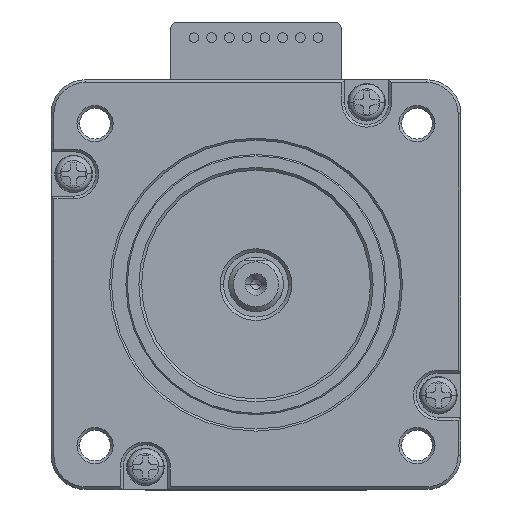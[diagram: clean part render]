
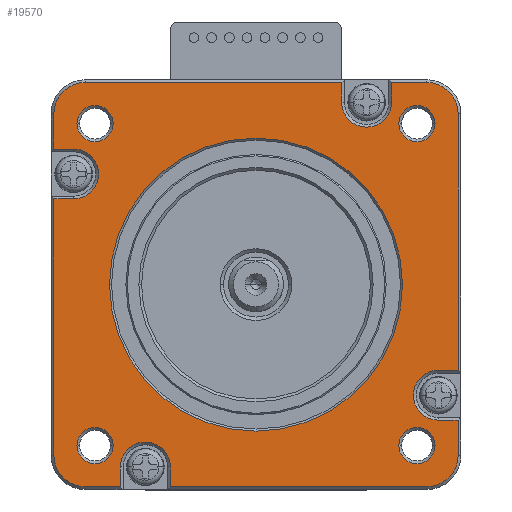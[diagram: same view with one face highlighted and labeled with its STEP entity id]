
A CAD part, top view. The second image highlights one B-rep face of the part: STEP entity #19570.
In plain terms, the highlighted planar face has unit normal (0, 0, 1).
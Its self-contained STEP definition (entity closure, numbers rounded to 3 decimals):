
#12820=CARTESIAN_POINT('',(26.7,-19.85,0.));
#12830=VERTEX_POINT('',#12820);
#12860=CARTESIAN_POINT('',(26.7,-16.2,0.));
#12870=DIRECTION('',(-0.,-0.,-1.));
#12880=DIRECTION('',(1.,0.,0.));
#12890=AXIS2_PLACEMENT_3D('',#12860,#12870,#12880);
#12900=CIRCLE('',#12890,3.65);
#12910=CARTESIAN_POINT('',(26.7,-12.55,0.));
#12920=VERTEX_POINT('',#12910);
#12930=EDGE_CURVE('',#12830,#12920,#12900,.T.);
#13210=CARTESIAN_POINT('',(29.6,-19.85,0.));
#13220=VERTEX_POINT('',#13210);
#13250=CARTESIAN_POINT('',(0.,-19.85,0.));
#13260=DIRECTION('',(1.,0.,-0.));
#13270=VECTOR('',#13260,1.);
#13280=LINE('',#13250,#13270);
#13290=EDGE_CURVE('',#12830,#13220,#13280,.T.);
#15590=CARTESIAN_POINT('',(29.6,-12.55,0.));
#15600=VERTEX_POINT('',#15590);
#15630=CARTESIAN_POINT('',(29.6,0.,0.));
#15640=DIRECTION('',(0.,1.,-0.));
#15650=VECTOR('',#15640,1.);
#15660=LINE('',#15630,#15650);
#15670=CARTESIAN_POINT('',(29.6,25.,
0.));
#15680=VERTEX_POINT('',#15670);
#15690=EDGE_CURVE('',#15600,#15680,#15660,.T.);
#15970=CARTESIAN_POINT('',(29.6,-25.,0.));
#15980=VERTEX_POINT('',#15970);
#16010=CARTESIAN_POINT('',(29.6,0.,0.));
#16020=DIRECTION('',(0.,1.,-0.));
#16030=VECTOR('',#16020,1.);
#16040=LINE('',#16010,#16030);
#16050=EDGE_CURVE('',#15980,#13220,#16040,.T.);
#16960=CARTESIAN_POINT('',(0.,-12.55,0.));
#16970=DIRECTION('',(-1.,0.,0.));
#16980=VECTOR('',#16970,1.);
#16990=LINE('',#16960,#16980);
#17000=EDGE_CURVE('',#15600,#12920,#16990,.T.);
#17130=CARTESIAN_POINT('',(-29.6,-29.6,0.));
#17140=DIRECTION('',(0.,0.,1.));
#17150=DIRECTION('',(1.,0.,-0.));
#17160=AXIS2_PLACEMENT_3D('',#17130,#17140,#17150);
#17170=PLANE('',#17160);
#17180=CARTESIAN_POINT('',(12.55,0.,0.));
#17190=DIRECTION('',(0.,-1.,-0.));
#17200=VECTOR('',#17190,1.);
#17210=LINE('',#17180,#17200);
#17220=CARTESIAN_POINT('',(12.55,29.6,0.));
#17230=VERTEX_POINT('',#17220);
#17240=CARTESIAN_POINT('',(12.55,26.7,0.));
#17250=VERTEX_POINT('',#17240);
#17260=EDGE_CURVE('',#17230,#17250,#17210,.T.);
#17270=ORIENTED_EDGE('',*,*,#17260,.F.);
#17280=CARTESIAN_POINT('',(16.2,26.7,0.));
#17290=DIRECTION('',(-0.,-0.,-1.));
#17300=DIRECTION('',(1.,0.,0.));
#17310=AXIS2_PLACEMENT_3D('',#17280,#17290,#17300);
#17320=CIRCLE('',#17310,3.65);
#17330=CARTESIAN_POINT('',(19.85,26.7,0.));
#17340=VERTEX_POINT('',#17330);
#17350=EDGE_CURVE('',#17340,#17250,#17320,.T.);
#17360=ORIENTED_EDGE('',*,*,#17350,.T.);
#17370=CARTESIAN_POINT('',(19.85,0.,-0.));
#17380=DIRECTION('',(0.,1.,-0.));
#17390=VECTOR('',#17380,1.);
#17400=LINE('',#17370,#17390);
#17410=CARTESIAN_POINT('',(19.85,29.6,0.));
#17420=VERTEX_POINT('',#17410);
#17430=EDGE_CURVE('',#17340,#17420,#17400,.T.);
#17440=ORIENTED_EDGE('',*,*,#17430,.F.);
#17450=CARTESIAN_POINT('',(0.,29.6,0.));
#17460=DIRECTION('',(-1.,-0.,-0.));
#17470=VECTOR('',#17460,1.);
#17480=LINE('',#17450,#17470);
#17490=CARTESIAN_POINT('',(25.,29.6,0.));
#17500=VERTEX_POINT('',#17490);
#17510=EDGE_CURVE('',#17500,#17420,#17480,.T.);
#17520=ORIENTED_EDGE('',*,*,#17510,.T.);
#17530=CARTESIAN_POINT('',(25.,25.,0.));
#17540=DIRECTION('',(-0.,-0.,1.));
#17550=DIRECTION('',(-1.,0.,-0.));
#17560=AXIS2_PLACEMENT_3D('',#17530,#17540,#17550);
#17570=CIRCLE('',#17560,4.6);
#17580=EDGE_CURVE('',#15680,#17500,#17570,.T.);
#17590=ORIENTED_EDGE('',*,*,#17580,.T.);
#17600=ORIENTED_EDGE('',*,*,#15690,.T.);
#17610=ORIENTED_EDGE('',*,*,#17000,.F.);
#17620=ORIENTED_EDGE('',*,*,#12930,.T.);
#17630=ORIENTED_EDGE('',*,*,#13290,.F.);
#17640=ORIENTED_EDGE('',*,*,#16050,.T.);
#17650=CARTESIAN_POINT('',(25.,-25.,0.));
#17660=DIRECTION('',(-0.,-0.,1.));
#17670=DIRECTION('',(-1.,0.,-0.));
#17680=AXIS2_PLACEMENT_3D('',#17650,#17660,#17670);
#17690=CIRCLE('',#17680,4.6);
#17700=CARTESIAN_POINT('',(25.,-29.6,0.));
#17710=VERTEX_POINT('',#17700);
#17720=EDGE_CURVE('',#17710,#15980,#17690,.T.);
#17730=ORIENTED_EDGE('',*,*,#17720,.T.);
#17740=CARTESIAN_POINT('',(0.,-29.6,0.));
#17750=DIRECTION('',(1.,-0.,-0.));
#17760=VECTOR('',#17750,1.);
#17770=LINE('',#17740,#17760);
#17780=CARTESIAN_POINT('',(-12.55,-29.6,0.));
#17790=VERTEX_POINT('',#17780);
#17800=EDGE_CURVE('',#17790,#17710,#17770,.T.);
#17810=ORIENTED_EDGE('',*,*,#17800,.T.);
#17820=CARTESIAN_POINT('',(-12.55,0.,0.));
#17830=DIRECTION('',(0.,1.,-0.));
#17840=VECTOR('',#17830,1.);
#17850=LINE('',#17820,#17840);
#17860=CARTESIAN_POINT('',(-12.55,-26.7,
0.));
#17870=VERTEX_POINT('',#17860);
#17880=EDGE_CURVE('',#17790,#17870,#17850,.T.);
#17890=ORIENTED_EDGE('',*,*,#17880,.F.);
#17900=CARTESIAN_POINT('',(-16.2,-26.7,0.));
#17910=DIRECTION('',(-0.,-0.,-1.));
#17920=DIRECTION('',(1.,0.,0.));
#17930=AXIS2_PLACEMENT_3D('',#17900,#17910,#17920);
#17940=CIRCLE('',#17930,3.65);
#17950=CARTESIAN_POINT('',(-19.85,-26.7,0.));
#17960=VERTEX_POINT('',#17950);
#17970=EDGE_CURVE('',#17960,#17870,#17940,.T.);
#17980=ORIENTED_EDGE('',*,*,#17970,.T.);
#17990=CARTESIAN_POINT('',(-19.85,0.,0.));
#18000=DIRECTION('',(0.,-1.,-0.));
#18010=VECTOR('',#18000,1.);
#18020=LINE('',#17990,#18010);
#18030=CARTESIAN_POINT('',(-19.85,-29.6,0.));
#18040=VERTEX_POINT('',#18030);
#18050=EDGE_CURVE('',#17960,#18040,#18020,.T.);
#18060=ORIENTED_EDGE('',*,*,#18050,.F.);
#18070=CARTESIAN_POINT('',(0.,-29.6,0.));
#18080=DIRECTION('',(1.,-0.,-0.));
#18090=VECTOR('',#18080,1.);
#18100=LINE('',#18070,#18090);
#18110=CARTESIAN_POINT('',(-25.,-29.6,0.));
#18120=VERTEX_POINT('',#18110);
#18130=EDGE_CURVE('',#18120,#18040,#18100,.T.);
#18140=ORIENTED_EDGE('',*,*,#18130,.T.);
#18150=CARTESIAN_POINT('',(-25.,-25.,0.));
#18160=DIRECTION('',(-0.,-0.,1.));
#18170=DIRECTION('',(-1.,0.,-0.));
#18180=AXIS2_PLACEMENT_3D('',#18150,#18160,#18170);
#18190=CIRCLE('',#18180,4.6);
#18200=CARTESIAN_POINT('',(-29.6,-25.,0.));
#18210=VERTEX_POINT('',#18200);
#18220=EDGE_CURVE('',#18210,#18120,#18190,.T.);
#18230=ORIENTED_EDGE('',*,*,#18220,.T.);
#18240=CARTESIAN_POINT('',(-29.6,0.,0.));
#18250=DIRECTION('',(0.,-1.,-0.));
#18260=VECTOR('',#18250,1.);
#18270=LINE('',#18240,#18260);
#18280=CARTESIAN_POINT('',(-29.6,12.55,0.));
#18290=VERTEX_POINT('',#18280);
#18300=EDGE_CURVE('',#18290,#18210,#18270,.T.);
#18310=ORIENTED_EDGE('',*,*,#18300,.T.);
#18320=CARTESIAN_POINT('',(0.,12.55,-0.));
#18330=DIRECTION('',(1.,-0.,-0.));
#18340=VECTOR('',#18330,1.);
#18350=LINE('',#18320,#18340);
#18360=CARTESIAN_POINT('',(-26.7,12.55,0.))
;
#18370=VERTEX_POINT('',#18360);
#18380=EDGE_CURVE('',#18290,#18370,#18350,.T.);
#18390=ORIENTED_EDGE('',*,*,#18380,.F.);
#18400=CARTESIAN_POINT('',(-26.7,16.2,0.));
#18410=DIRECTION('',(-0.,-0.,-1.));
#18420=DIRECTION('',(1.,0.,0.));
#18430=AXIS2_PLACEMENT_3D('',#18400,#18410,#18420);
#18440=CIRCLE('',#18430,3.65);
#18450=CARTESIAN_POINT('',(-26.7,19.85,0.));
#18460=VERTEX_POINT('',#18450);
#18470=EDGE_CURVE('',#18460,#18370,#18440,.T.);
#18480=ORIENTED_EDGE('',*,*,#18470,.T.);
#18490=CARTESIAN_POINT('',(0.,19.85,0.));
#18500=DIRECTION('',(-1.,-0.,-0.));
#18510=VECTOR('',#18500,1.);
#18520=LINE('',#18490,#18510);
#18530=CARTESIAN_POINT('',(-29.6,19.85,0.));
#18540=VERTEX_POINT('',#18530);
#18550=EDGE_CURVE('',#18460,#18540,#18520,.T.);
#18560=ORIENTED_EDGE('',*,*,#18550,.F.);
#18570=CARTESIAN_POINT('',(-29.6,0.,0.));
#18580=DIRECTION('',(0.,-1.,-0.));
#18590=VECTOR('',#18580,1.);
#18600=LINE('',#18570,#18590);
#18610=CARTESIAN_POINT('',(-29.6,25.,0.));
#18620=VERTEX_POINT('',#18610);
#18630=EDGE_CURVE('',#18620,#18540,#18600,.T.);
#18640=ORIENTED_EDGE('',*,*,#18630,.T.);
#18650=CARTESIAN_POINT('',(-25.,25.,0.));
#18660=DIRECTION('',(-0.,-0.,1.));
#18670=DIRECTION('',(-1.,0.,-0.));
#18680=AXIS2_PLACEMENT_3D('',#18650,#18660,#18670);
#18690=CIRCLE('',#18680,4.6);
#18700=CARTESIAN_POINT('',(-25.,29.6,0.));
#18710=VERTEX_POINT('',#18700);
#18720=EDGE_CURVE('',#18710,#18620,#18690,.T.);
#18730=ORIENTED_EDGE('',*,*,#18720,.T.);
#18740=CARTESIAN_POINT('',(0.,29.6,0.));
#18750=DIRECTION('',(-1.,-0.,-0.));
#18760=VECTOR('',#18750,1.);
#18770=LINE('',#18740,#18760);
#18780=EDGE_CURVE('',#17230,#18710,#18770,.T.);
#18790=ORIENTED_EDGE('',*,*,#18780,.T.);
#18800=EDGE_LOOP('',(#18790,#18730,#18640,#18560,#18480,#18390,#18310,
#18230,#18140,#18060,#17980,#17890,#17810,#17730,#17640,#17630,#17620,
#17610,#17600,#17590,#17520,#17440,#17360,#17270));
#18810=FACE_OUTER_BOUND('',#18800,.T.);
#18820=CARTESIAN_POINT('',(0.,0.,
0.));
#18830=DIRECTION('',(-0.,-0.,-1.));
#18840=DIRECTION('',(1.,0.,0.));
#18850=AXIS2_PLACEMENT_3D('',#18820,#18830,#18840);
#18860=CIRCLE('',#18850,21.45);
#18870=CARTESIAN_POINT('',(-21.45,0.,0.));
#18880=VERTEX_POINT('',#18870);
#18890=CARTESIAN_POINT('',(21.45,0.,
0.));
#18900=VERTEX_POINT('',#18890);
#18910=EDGE_CURVE('',#18880,#18900,#18860,.T.);
#18920=ORIENTED_EDGE('',*,*,#18910,.T.);
#18930=EDGE_CURVE('',#18900,#18880,#18860,.T.);
#18940=ORIENTED_EDGE('',*,*,#18930,.T.);
#18950=EDGE_LOOP('',(#18940,#18920));
#18960=FACE_BOUND('',#18950,.T.);
#18970=CARTESIAN_POINT('',(-23.57,-23.57,0.));
#18980=DIRECTION('',(-0.,-0.,-1.));
#18990=DIRECTION('',(1.,0.,0.));
#19000=AXIS2_PLACEMENT_3D('',#18970,#18980,#18990);
#19010=CIRCLE('',#19000,2.65);
#19020=CARTESIAN_POINT('',(-26.22,-23.57,0.));
#19030=VERTEX_POINT('',#19020);
#19040=CARTESIAN_POINT('',(-20.92,-23.57,0.));
#19050=VERTEX_POINT('',#19040);
#19060=EDGE_CURVE('',#19030,#19050,#19010,.T.);
#19070=ORIENTED_EDGE('',*,*,#19060,.T.);
#19080=EDGE_CURVE('',#19050,#19030,#19010,.T.);
#19090=ORIENTED_EDGE('',*,*,#19080,.T.);
#19100=EDGE_LOOP('',(#19090,#19070));
#19110=FACE_BOUND('',#19100,.T.);
#19120=CARTESIAN_POINT('',(23.57,-23.57,0.));
#19130=DIRECTION('',(-0.,-0.,-1.));
#19140=DIRECTION('',(1.,0.,0.));
#19150=AXIS2_PLACEMENT_3D('',#19120,#19130,#19140);
#19160=CIRCLE('',#19150,2.65);
#19170=CARTESIAN_POINT('',(20.92,-23.57,0.));
#19180=VERTEX_POINT('',#19170);
#19190=CARTESIAN_POINT('',(26.22,-23.57,0.));
#19200=VERTEX_POINT('',#19190);
#19210=EDGE_CURVE('',#19180,#19200,#19160,.T.);
#19220=ORIENTED_EDGE('',*,*,#19210,.T.);
#19230=EDGE_CURVE('',#19200,#19180,#19160,.T.);
#19240=ORIENTED_EDGE('',*,*,#19230,.T.);
#19250=EDGE_LOOP('',(#19240,#19220));
#19260=FACE_BOUND('',#19250,.T.);
#19270=CARTESIAN_POINT('',(23.57,23.57,0.));
#19280=DIRECTION('',(-0.,-0.,-1.));
#19290=DIRECTION('',(1.,0.,0.));
#19300=AXIS2_PLACEMENT_3D('',#19270,#19280,#19290);
#19310=CIRCLE('',#19300,2.65);
#19320=CARTESIAN_POINT('',(20.92,23.57,0.));
#19330=VERTEX_POINT('',#19320);
#19340=CARTESIAN_POINT('',(26.22,23.57,0.));
#19350=VERTEX_POINT('',#19340);
#19360=EDGE_CURVE('',#19330,#19350,#19310,.T.);
#19370=ORIENTED_EDGE('',*,*,#19360,.T.);
#19380=EDGE_CURVE('',#19350,#19330,#19310,.T.);
#19390=ORIENTED_EDGE('',*,*,#19380,.T.);
#19400=EDGE_LOOP('',(#19390,#19370));
#19410=FACE_BOUND('',#19400,.T.);
#19420=CARTESIAN_POINT('',(-23.57,23.57,0.));
#19430=DIRECTION('',(-0.,-0.,-1.));
#19440=DIRECTION('',(1.,0.,0.));
#19450=AXIS2_PLACEMENT_3D('',#19420,#19430,#19440);
#19460=CIRCLE('',#19450,2.65);
#19470=CARTESIAN_POINT('',(-26.22,23.57,0.));
#19480=VERTEX_POINT('',#19470);
#19490=CARTESIAN_POINT('',(-20.92,23.57,0.));
#19500=VERTEX_POINT('',#19490);
#19510=EDGE_CURVE('',#19480,#19500,#19460,.T.);
#19520=ORIENTED_EDGE('',*,*,#19510,.T.);
#19530=EDGE_CURVE('',#19500,#19480,#19460,.T.);
#19540=ORIENTED_EDGE('',*,*,#19530,.T.);
#19550=EDGE_LOOP('',(#19540,#19520));
#19560=FACE_BOUND('',#19550,.T.);
#19570=ADVANCED_FACE('',(#18810,#18960,#19110,#19260,#19410,#19560),
#17170,.T.);
